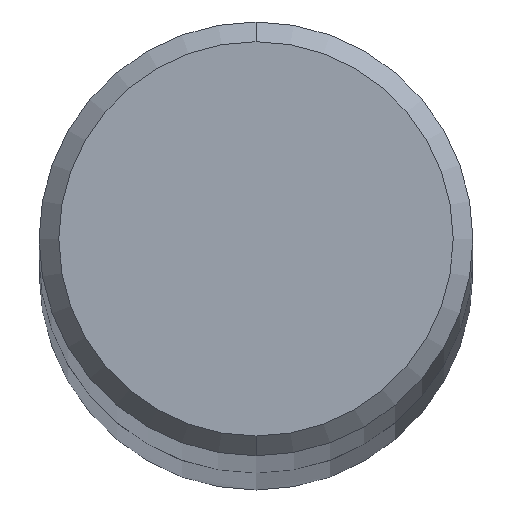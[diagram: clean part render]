
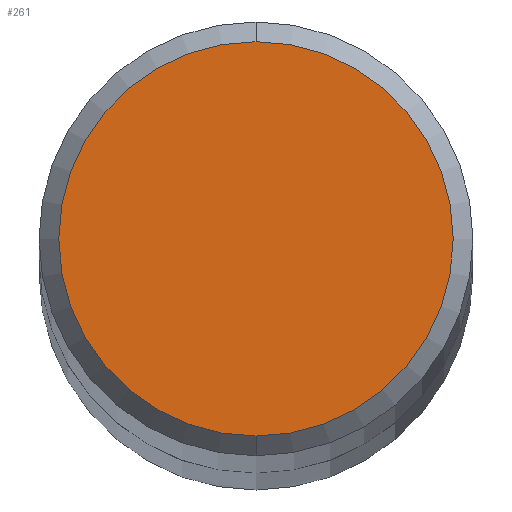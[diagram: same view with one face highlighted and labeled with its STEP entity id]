
A CAD part, top view. The second image highlights one B-rep face of the part: STEP entity #261.
In plain terms, the highlighted planar face has unit normal (0, 0, 1).
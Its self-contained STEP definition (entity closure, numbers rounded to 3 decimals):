
#173=EDGE_CURVE('',#239,#185,#447,.T.);
#185=VERTEX_POINT('',#459);
#191=EDGE_CURVE('',#185,#239,#465,.T.);
#239=VERTEX_POINT('',#518);
#261=ADVANCED_FACE('',(#544),#545,.T.);
#447=CIRCLE('',#769,1.0);
#459=CARTESIAN_POINT('',(0.,-1.0,48.0));
#465=CIRCLE('',#796,1.0);
#518=CARTESIAN_POINT('',(0.0,1.0,48.0));
#544=FACE_OUTER_BOUND('',#957,.T.);
#545=PLANE('',#958);
#769=AXIS2_PLACEMENT_3D('',#1413,#1414,#1415);
#796=AXIS2_PLACEMENT_3D('',#1425,#1426,#1427);
#957=EDGE_LOOP('',(#1526,#1527));
#958=AXIS2_PLACEMENT_3D('',#1528,#1529,#1530);
#1413=CARTESIAN_POINT('',(0.0,0.0,48.0));
#1414=DIRECTION('',(0.0,0.0,-1.0));
#1415=DIRECTION('',(0.0,1.0,0.0));
#1425=CARTESIAN_POINT('',(0.0,0.0,48.0));
#1426=DIRECTION('',(0.0,0.0,-1.0));
#1427=DIRECTION('',(0.0,1.0,0.0));
#1526=ORIENTED_EDGE('',*,*,#173,.F.);
#1527=ORIENTED_EDGE('',*,*,#191,.F.);
#1528=CARTESIAN_POINT('',(0.0,0.5,48.0));
#1529=DIRECTION('',(-0.0,0.0,1.0));
#1530=DIRECTION('',(0.0,-1.0,0.0));
